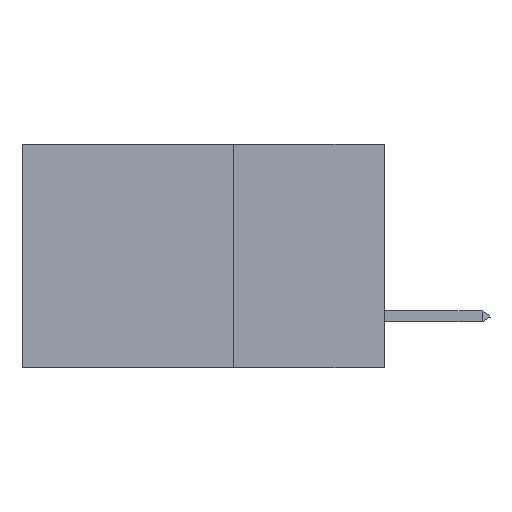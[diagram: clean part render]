
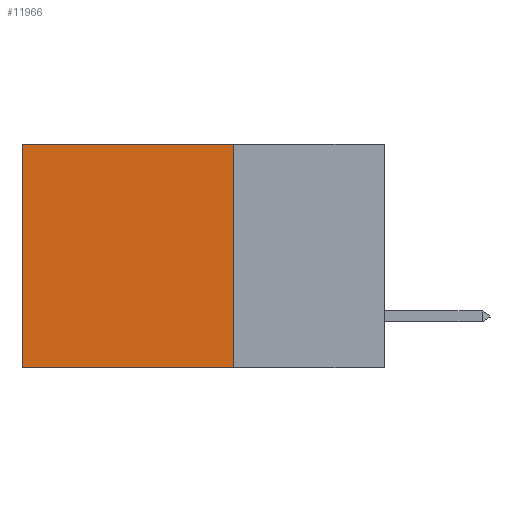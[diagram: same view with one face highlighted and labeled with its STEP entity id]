
A CAD part, left-side view. The second image highlights one B-rep face of the part: STEP entity #11966.
In plain terms, the highlighted planar face has unit normal (-1, 0, 0).
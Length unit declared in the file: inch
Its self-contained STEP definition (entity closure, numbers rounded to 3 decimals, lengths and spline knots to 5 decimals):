
#387 = DIRECTION ( 'NONE',  ( 0., 0., -1. ) ) ;
#1226 = AXIS2_PLACEMENT_3D ( 'NONE', #13324, #4485, #12075 ) ;
#1337 = VECTOR ( 'NONE', #13188, 39.37008 ) ;
#1537 = DIRECTION ( 'NONE',  ( 0., 1., 0. ) ) ;
#2034 = LINE ( 'NONE', #2732, #1337 ) ;
#2495 = CARTESIAN_POINT ( 'NONE',  ( 0.2875, 0.6, -0.37 ) ) ;
#2732 = CARTESIAN_POINT ( 'NONE',  ( 0.2875, 0.6, 0. ) ) ;
#3021 = EDGE_CURVE ( 'NONE', #3909, #13732, #11321, .T. ) ;
#3909 = VERTEX_POINT ( 'NONE', #6538 ) ;
#3981 = ORIENTED_EDGE ( 'NONE', *, *, #13866, .T. ) ;
#4485 = DIRECTION ( 'NONE',  ( 1., 0., 0. ) ) ;
#4863 = VECTOR ( 'NONE', #1537, 39.37008 ) ;
#5264 = VECTOR ( 'NONE', #9955, 39.37008 ) ;
#5451 = PLANE ( 'NONE',  #1226 ) ;
#5677 = CARTESIAN_POINT ( 'NONE',  ( 0.2875, 0.25, -0.37 ) ) ;
#6538 = CARTESIAN_POINT ( 'NONE',  ( 0.2875, 0.25, -0.37 ) ) ;
#6956 = CARTESIAN_POINT ( 'NONE',  ( 0.2875, 0.25, 0. ) ) ;
#7599 = LINE ( 'NONE', #11189, #4863 ) ;
#8644 = VERTEX_POINT ( 'NONE', #9831 ) ;
#9304 = ORIENTED_EDGE ( 'NONE', *, *, #13764, .T. ) ;
#9633 = EDGE_CURVE ( 'NONE', #8644, #3909, #10999, .T. ) ;
#9831 = CARTESIAN_POINT ( 'NONE',  ( 0.2875, 0.25, 0. ) ) ;
#9955 = DIRECTION ( 'NONE',  ( 0., 1., 0. ) ) ;
#10092 = CARTESIAN_POINT ( 'NONE',  ( 0.2875, 0.6, 0. ) ) ;
#10176 = VERTEX_POINT ( 'NONE', #10092 ) ;
#10999 = LINE ( 'NONE', #6956, #13279 ) ;
#11189 = CARTESIAN_POINT ( 'NONE',  ( 0.2875, 0.25, 0. ) ) ;
#11321 = LINE ( 'NONE', #5677, #5264 ) ;
#11820 = FACE_OUTER_BOUND ( 'NONE', #13282, .T. ) ;
#11966 = ADVANCED_FACE ( 'NONE', ( #11820 ), #5451, .F. ) ;
#12075 = DIRECTION ( 'NONE',  ( 0., 0., -1. ) ) ;
#12297 = ORIENTED_EDGE ( 'NONE', *, *, #9633, .F. ) ;
#13188 = DIRECTION ( 'NONE',  ( 0., 0., -1. ) ) ;
#13224 = ORIENTED_EDGE ( 'NONE', *, *, #3021, .F. ) ;
#13279 = VECTOR ( 'NONE', #387, 39.37008 ) ;
#13282 = EDGE_LOOP ( 'NONE', ( #9304, #13224, #12297, #3981 ) ) ;
#13324 = CARTESIAN_POINT ( 'NONE',  ( 0.2875, 0.25, 0. ) ) ;
#13732 = VERTEX_POINT ( 'NONE', #2495 ) ;
#13764 = EDGE_CURVE ( 'NONE', #10176, #13732, #2034, .T. ) ;
#13866 = EDGE_CURVE ( 'NONE', #8644, #10176, #7599, .T. ) ;
